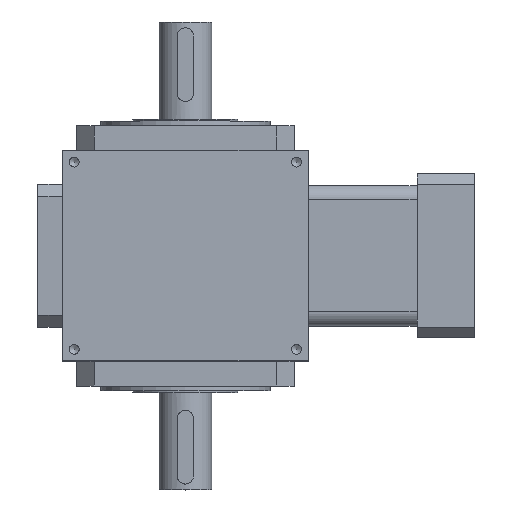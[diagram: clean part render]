
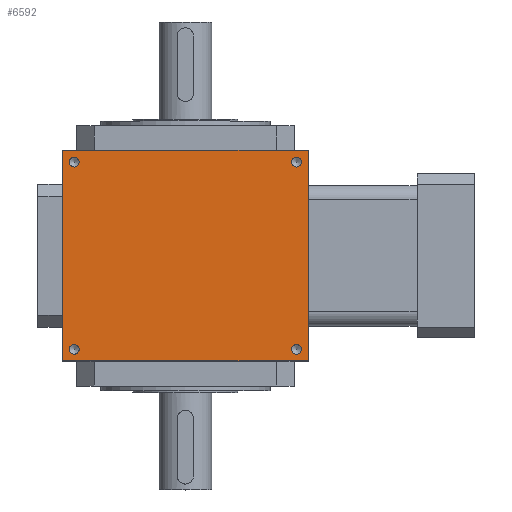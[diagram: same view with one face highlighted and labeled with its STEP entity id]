
A CAD part, top view. The second image highlights one B-rep face of the part: STEP entity #6592.
In plain terms, the highlighted planar face has unit normal (0, 0, 1).
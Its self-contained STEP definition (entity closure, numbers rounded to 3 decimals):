
#71=LINE('',#9027,#521);
#73=LINE('',#9036,#523);
#77=LINE('',#9047,#527);
#78=LINE('',#9053,#528);
#521=VECTOR('',#7541,1000.);
#523=VECTOR('',#7549,1000.);
#527=VECTOR('',#7559,1000.);
#528=VECTOR('',#7566,1000.);
#972=PLANE('',#6978);
#1350=ORIENTED_EDGE('',*,*,#2589,.T.);
#1351=ORIENTED_EDGE('',*,*,#2595,.T.);
#1352=ORIENTED_EDGE('',*,*,#2601,.T.);
#1353=ORIENTED_EDGE('',*,*,#2630,.T.);
#1354=ORIENTED_EDGE('',*,*,#2627,.F.);
#1355=ORIENTED_EDGE('',*,*,#2624,.F.);
#1356=ORIENTED_EDGE('',*,*,#2614,.T.);
#1357=ORIENTED_EDGE('',*,*,#2618,.T.);
#2589=EDGE_CURVE('',#3238,#3238,#3729,.T.);
#2595=EDGE_CURVE('',#3246,#3246,#3735,.T.);
#2601=EDGE_CURVE('',#3254,#3254,#3741,.T.);
#2614=EDGE_CURVE('',#3266,#3268,#71,.T.);
#2618=EDGE_CURVE('',#3268,#3271,#73,.T.);
#2624=EDGE_CURVE('',#3266,#3276,#77,.T.);
#2627=EDGE_CURVE('',#3276,#3271,#78,.T.);
#2630=EDGE_CURVE('',#3280,#3280,#3758,.T.);
#3238=VERTEX_POINT('',#8954);
#3246=VERTEX_POINT('',#8974);
#3254=VERTEX_POINT('',#8994);
#3266=VERTEX_POINT('',#9022);
#3268=VERTEX_POINT('',#9026);
#3271=VERTEX_POINT('',#9034);
#3276=VERTEX_POINT('',#9045);
#3280=VERTEX_POINT('',#9059);
#3729=CIRCLE('',#6928,4.188);
#3735=CIRCLE('',#6940,4.188);
#3741=CIRCLE('',#6952,4.188);
#3758=CIRCLE('',#6979,4.188);
#3962=EDGE_LOOP('',(#1350));
#3963=EDGE_LOOP('',(#1351));
#3964=EDGE_LOOP('',(#1352));
#3965=EDGE_LOOP('',(#1353));
#3966=EDGE_LOOP('',(#1354,#1355,#1356,#1357));
#4464=FACE_BOUND('',#3962,.T.);
#4465=FACE_BOUND('',#3963,.T.);
#4466=FACE_BOUND('',#3964,.T.);
#4467=FACE_BOUND('',#3965,.T.);
#4468=FACE_BOUND('',#3966,.T.);
#6592=ADVANCED_FACE('',(#4464,#4465,#4466,#4467,#4468),#972,.T.);
#6928=AXIS2_PLACEMENT_3D('',#8953,#7458,#7459);
#6940=AXIS2_PLACEMENT_3D('',#8973,#7482,#7483);
#6952=AXIS2_PLACEMENT_3D('',#8993,#7506,#7507);
#6978=AXIS2_PLACEMENT_3D('',#9057,#7570,#7571);
#6979=AXIS2_PLACEMENT_3D('',#9058,#7572,#7573);
#7458=DIRECTION('',(0.,0.,-1.));
#7459=DIRECTION('',(0.,-1.,0.));
#7482=DIRECTION('',(0.,0.,-1.));
#7483=DIRECTION('',(0.,-1.,0.));
#7506=DIRECTION('',(0.,0.,-1.));
#7507=DIRECTION('',(0.,-1.,0.));
#7541=DIRECTION('',(0.,1.,0.));
#7549=DIRECTION('',(-1.,0.,0.));
#7559=DIRECTION('',(-1.,0.,0.));
#7566=DIRECTION('',(0.,1.,0.));
#7570=DIRECTION('',(0.,0.,1.));
#7571=DIRECTION('',(1.,0.,0.));
#7572=DIRECTION('',(0.,0.,-1.));
#7573=DIRECTION('',(0.,-1.,0.));
#8953=CARTESIAN_POINT('',(95.,80.,63.035));
#8954=CARTESIAN_POINT('',(95.,75.812,63.035));
#8973=CARTESIAN_POINT('',(95.,-80.,63.035));
#8974=CARTESIAN_POINT('',(95.,-84.188,63.035));
#8993=CARTESIAN_POINT('',(-95.,80.,63.035));
#8994=CARTESIAN_POINT('',(-95.,75.812,63.035));
#9022=CARTESIAN_POINT('',(105.,-90.,63.035));
#9026=CARTESIAN_POINT('',(105.,90.,63.035));
#9027=CARTESIAN_POINT('',(105.,-90.,63.035));
#9034=CARTESIAN_POINT('',(-105.,90.,63.035));
#9036=CARTESIAN_POINT('',(105.,90.,63.035));
#9045=CARTESIAN_POINT('',(-105.,-90.,63.035));
#9047=CARTESIAN_POINT('',(105.,-90.,63.035));
#9053=CARTESIAN_POINT('',(-105.,-90.,63.035));
#9057=CARTESIAN_POINT('',(105.,-90.,63.035));
#9058=CARTESIAN_POINT('',(-95.,-80.,63.035));
#9059=CARTESIAN_POINT('',(-95.,-84.188,63.035));
